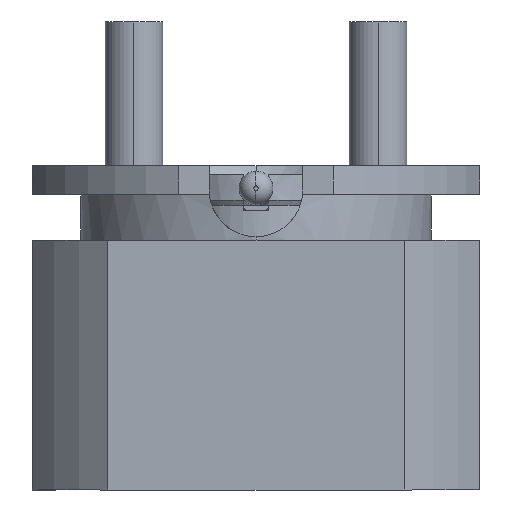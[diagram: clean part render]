
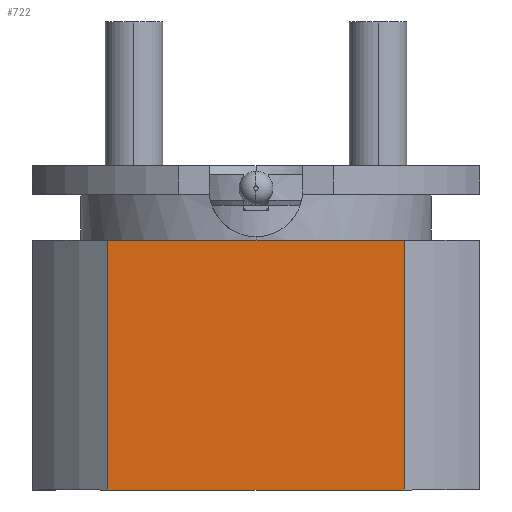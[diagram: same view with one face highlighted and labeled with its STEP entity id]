
A CAD part, left-side view. The second image highlights one B-rep face of the part: STEP entity #722.
In plain terms, the highlighted planar face has unit normal (-1, 0, 0).
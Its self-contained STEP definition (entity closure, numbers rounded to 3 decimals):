
#8 = CARTESIAN_POINT ( 'NONE',  ( -1.98, 1.981, 0. ) ) ;
#51 = PLANE ( 'NONE',  #174 ) ;
#79 = CARTESIAN_POINT ( 'NONE',  ( -1.98, -1.312, -2.87 ) ) ;
#174 = AXIS2_PLACEMENT_3D ( 'NONE', #8, #2468, #2188 ) ;
#403 = ORIENTED_EDGE ( 'NONE', *, *, #1586, .F. ) ;
#410 = CARTESIAN_POINT ( 'NONE',  ( -1.98, 1.312, -3.011 ) ) ;
#672 = VECTOR ( 'NONE', #1774, 1000. ) ;
#722 = ADVANCED_FACE ( 'NONE', ( #1584 ), #51, .T. ) ;
#781 = LINE ( 'NONE', #1443, #3260 ) ;
#827 = VERTEX_POINT ( 'NONE', #79 ) ;
#855 = CARTESIAN_POINT ( 'NONE',  ( -1.98, -1.312, -3.011 ) ) ;
#1093 = VERTEX_POINT ( 'NONE', #2935 ) ;
#1443 = CARTESIAN_POINT ( 'NONE',  ( -1.98, 2.375, -0.66 ) ) ;
#1584 = FACE_OUTER_BOUND ( 'NONE', #3289, .T. ) ;
#1586 = EDGE_CURVE ( 'NONE', #827, #1093, #2984, .T. ) ;
#1662 = VERTEX_POINT ( 'NONE', #2904 ) ;
#1774 = DIRECTION ( 'NONE',  ( 0., 0., -1. ) ) ;
#1908 = EDGE_CURVE ( 'NONE', #827, #1662, #2388, .T. ) ;
#1922 = ORIENTED_EDGE ( 'NONE', *, *, #2999, .T. ) ;
#2083 = VECTOR ( 'NONE', #3296, 1000. ) ;
#2178 = EDGE_CURVE ( 'NONE', #2918, #1093, #2979, .T. ) ;
#2188 = DIRECTION ( 'NONE',  ( 0., -1., 0. ) ) ;
#2388 = LINE ( 'NONE', #855, #2083 ) ;
#2422 = CARTESIAN_POINT ( 'NONE',  ( -1.98, 1.312, -0.66 ) ) ;
#2468 = DIRECTION ( 'NONE',  ( -1., 0., 0. ) ) ;
#2794 = DIRECTION ( 'NONE',  ( 0., 1., 0. ) ) ;
#2904 = CARTESIAN_POINT ( 'NONE',  ( -1.98, -1.312, -0.66 ) ) ;
#2918 = VERTEX_POINT ( 'NONE', #2422 ) ;
#2935 = CARTESIAN_POINT ( 'NONE',  ( -1.98, 1.312, -2.87 ) ) ;
#2979 = LINE ( 'NONE', #410, #672 ) ;
#2984 = LINE ( 'NONE', #3426, #3062 ) ;
#2999 = EDGE_CURVE ( 'NONE', #1662, #2918, #781, .T. ) ;
#3062 = VECTOR ( 'NONE', #3153, 1000. ) ;
#3153 = DIRECTION ( 'NONE',  ( 0., 1., 0. ) ) ;
#3250 = ORIENTED_EDGE ( 'NONE', *, *, #2178, .T. ) ;
#3260 = VECTOR ( 'NONE', #2794, 1000. ) ;
#3289 = EDGE_LOOP ( 'NONE', ( #3250, #403, #3377, #1922 ) ) ;
#3296 = DIRECTION ( 'NONE',  ( 0., 0., 1. ) ) ;
#3377 = ORIENTED_EDGE ( 'NONE', *, *, #1908, .T. ) ;
#3426 = CARTESIAN_POINT ( 'NONE',  ( -1.98, 1.981, -2.87 ) ) ;
